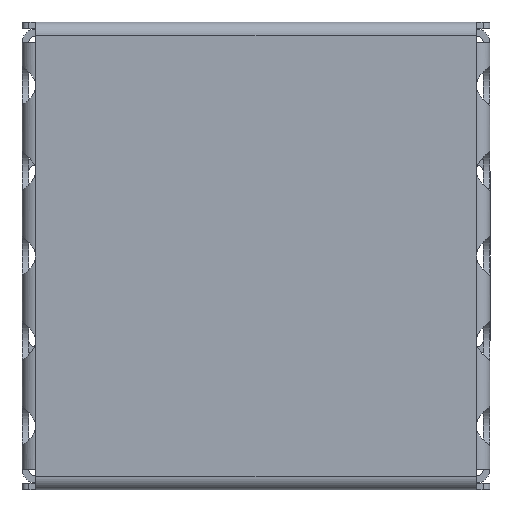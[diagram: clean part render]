
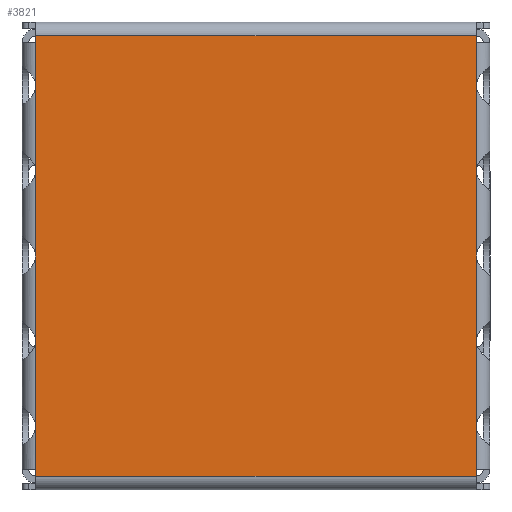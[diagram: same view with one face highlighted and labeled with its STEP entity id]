
A CAD part, front view. The second image highlights one B-rep face of the part: STEP entity #3821.
In plain terms, the highlighted planar face has unit normal (0, -1, 0).
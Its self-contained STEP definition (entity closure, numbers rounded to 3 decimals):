
#169=PLANE('',#4176);
#423=FACE_OUTER_BOUND('',#673,.T.);
#673=EDGE_LOOP('',(#3496,#3497,#3498,#3499,#3500,#3501,#3502,#3503,#3504,
#3505,#3506,#3507,#3508,#3509,#3510,#3511,#3512,#3513));
#714=LINE('',#6135,#1074);
#717=LINE('',#6142,#1077);
#718=LINE('',#6144,#1078);
#721=LINE('',#6148,#1081);
#723=LINE('',#6151,#1083);
#734=LINE('',#6174,#1094);
#737=LINE('',#6181,#1097);
#738=LINE('',#6183,#1098);
#741=LINE('',#6187,#1101);
#743=LINE('',#6190,#1103);
#963=LINE('',#6836,#1323);
#970=LINE('',#6851,#1330);
#1008=LINE('',#6960,#1368);
#1011=LINE('',#6966,#1371);
#1016=LINE('',#6979,#1376);
#1025=LINE('',#7004,#1385);
#1031=LINE('',#7016,#1391);
#1033=LINE('',#7020,#1393);
#1074=VECTOR('',#4281,20.);
#1077=VECTOR('',#4288,10.138);
#1078=VECTOR('',#4291,20.);
#1081=VECTOR('',#4296,20.);
#1083=VECTOR('',#4300,20.);
#1094=VECTOR('',#4327,20.);
#1097=VECTOR('',#4334,10.138);
#1098=VECTOR('',#4337,20.);
#1101=VECTOR('',#4342,20.);
#1103=VECTOR('',#4346,20.);
#1323=VECTOR('',#4984,10.137);
#1330=VECTOR('',#5005,10.137);
#1368=VECTOR('',#5163,1.688);
#1371=VECTOR('',#5168,1.688);
#1376=VECTOR('',#5183,103.65);
#1385=VECTOR('',#5214,103.65);
#1391=VECTOR('',#5230,1.688);
#1393=VECTOR('',#5236,1.688);
#1549=VERTEX_POINT('',#5317);
#1557=VERTEX_POINT('',#5406);
#1565=VERTEX_POINT('',#5495);
#1573=VERTEX_POINT('',#5584);
#1581=VERTEX_POINT('',#5673);
#1589=VERTEX_POINT('',#5762);
#1597=VERTEX_POINT('',#5851);
#1605=VERTEX_POINT('',#5940);
#1613=VERTEX_POINT('',#6029);
#1621=VERTEX_POINT('',#6118);
#1623=VERTEX_POINT('',#6140);
#1629=VERTEX_POINT('',#6179);
#1846=VERTEX_POINT('',#6832);
#1847=VERTEX_POINT('',#6847);
#1858=VERTEX_POINT('',#6959);
#1860=VERTEX_POINT('',#6965);
#1863=VERTEX_POINT('',#6978);
#1867=VERTEX_POINT('',#6990);
#1970=EDGE_CURVE('',#1581,#1573,#714,.T.);
#1974=EDGE_CURVE('',#1565,#1623,#717,.T.);
#1975=EDGE_CURVE('',#1573,#1565,#718,.T.);
#1978=EDGE_CURVE('',#1557,#1581,#721,.T.);
#1980=EDGE_CURVE('',#1549,#1557,#723,.T.);
#1993=EDGE_CURVE('',#1621,#1613,#734,.T.);
#1997=EDGE_CURVE('',#1605,#1629,#737,.T.);
#1998=EDGE_CURVE('',#1613,#1605,#738,.T.);
#2001=EDGE_CURVE('',#1597,#1621,#741,.T.);
#2003=EDGE_CURVE('',#1589,#1597,#743,.T.);
#2322=EDGE_CURVE('',#1846,#1549,#963,.T.);
#2330=EDGE_CURVE('',#1847,#1589,#970,.T.);
#2384=EDGE_CURVE('',#1858,#1847,#1008,.T.);
#2387=EDGE_CURVE('',#1860,#1846,#1011,.T.);
#2394=EDGE_CURVE('',#1863,#1858,#1016,.T.);
#2408=EDGE_CURVE('',#1867,#1860,#1025,.T.);
#2415=EDGE_CURVE('',#1629,#1867,#1031,.T.);
#2417=EDGE_CURVE('',#1623,#1863,#1033,.T.);
#3496=ORIENTED_EDGE('',*,*,#2384,.T.);
#3497=ORIENTED_EDGE('',*,*,#2330,.T.);
#3498=ORIENTED_EDGE('',*,*,#2003,.T.);
#3499=ORIENTED_EDGE('',*,*,#2001,.T.);
#3500=ORIENTED_EDGE('',*,*,#1993,.T.);
#3501=ORIENTED_EDGE('',*,*,#1998,.T.);
#3502=ORIENTED_EDGE('',*,*,#1997,.T.);
#3503=ORIENTED_EDGE('',*,*,#2415,.T.);
#3504=ORIENTED_EDGE('',*,*,#2408,.T.);
#3505=ORIENTED_EDGE('',*,*,#2387,.T.);
#3506=ORIENTED_EDGE('',*,*,#2322,.T.);
#3507=ORIENTED_EDGE('',*,*,#1980,.T.);
#3508=ORIENTED_EDGE('',*,*,#1978,.T.);
#3509=ORIENTED_EDGE('',*,*,#1970,.T.);
#3510=ORIENTED_EDGE('',*,*,#1975,.T.);
#3511=ORIENTED_EDGE('',*,*,#1974,.T.);
#3512=ORIENTED_EDGE('',*,*,#2417,.T.);
#3513=ORIENTED_EDGE('',*,*,#2394,.T.);
#3821=ADVANCED_FACE('',(#423),#169,.F.);
#4176=AXIS2_PLACEMENT_3D('',#7023,#5241,#5242);
#4281=DIRECTION('',(0.,0.,-1.));
#4288=DIRECTION('',(0.,0.,-1.));
#4291=DIRECTION('',(0.,0.,-1.));
#4296=DIRECTION('',(0.,0.,-1.));
#4300=DIRECTION('',(0.,0.,-1.));
#4327=DIRECTION('',(0.,0.,1.));
#4334=DIRECTION('',(0.,0.,1.));
#4337=DIRECTION('',(0.,0.,1.));
#4342=DIRECTION('',(0.,0.,1.));
#4346=DIRECTION('',(0.,0.,1.));
#4984=DIRECTION('',(0.,0.,-1.));
#5005=DIRECTION('',(0.,0.,1.));
#5163=DIRECTION('',(0.,0.,1.));
#5168=DIRECTION('',(0.,0.,-1.));
#5183=DIRECTION('',(1.,0.,0.));
#5214=DIRECTION('',(-1.,0.,0.));
#5230=DIRECTION('',(0.,0.,1.));
#5236=DIRECTION('',(0.,0.,-1.));
#5241=DIRECTION('center_axis',(0.,1.,0.));
#5242=DIRECTION('ref_axis',(0.,0.,1.));
#5317=CARTESIAN_POINT('',(-51.825,0.,40.));
#5406=CARTESIAN_POINT('',(-51.825,0.,20.));
#5495=CARTESIAN_POINT('',(-51.825,0.,-40.));
#5584=CARTESIAN_POINT('',(-51.825,0.,-20.));
#5673=CARTESIAN_POINT('',(-51.825,0.,0.));
#5762=CARTESIAN_POINT('',(51.825,0.,-40.));
#5851=CARTESIAN_POINT('',(51.825,0.,-20.));
#5940=CARTESIAN_POINT('',(51.825,0.,40.));
#6029=CARTESIAN_POINT('',(51.825,0.,20.));
#6118=CARTESIAN_POINT('',(51.825,0.,0.));
#6135=CARTESIAN_POINT('',(-51.825,0.,25.913));
#6140=CARTESIAN_POINT('',(-51.825,0.,-50.138));
#6142=CARTESIAN_POINT('',(-51.825,0.,25.913));
#6144=CARTESIAN_POINT('',(-51.825,0.,25.913));
#6148=CARTESIAN_POINT('',(-51.825,0.,25.913));
#6151=CARTESIAN_POINT('',(-51.825,0.,25.913));
#6174=CARTESIAN_POINT('',(51.825,0.,-25.913));
#6179=CARTESIAN_POINT('',(51.825,0.,50.137));
#6181=CARTESIAN_POINT('',(51.825,0.,-25.913));
#6183=CARTESIAN_POINT('',(51.825,0.,-25.913));
#6187=CARTESIAN_POINT('',(51.825,0.,-25.913));
#6190=CARTESIAN_POINT('',(51.825,0.,-25.913));
#6832=CARTESIAN_POINT('',(-51.825,0.,50.138));
#6836=CARTESIAN_POINT('',(-51.825,0.,25.913));
#6847=CARTESIAN_POINT('',(51.825,0.,-50.138));
#6851=CARTESIAN_POINT('',(51.825,0.,-25.913));
#6959=CARTESIAN_POINT('',(51.825,0.,-51.825));
#6960=CARTESIAN_POINT('',(51.825,0.,-25.913));
#6965=CARTESIAN_POINT('',(-51.825,0.,51.825));
#6966=CARTESIAN_POINT('',(-51.825,0.,25.913));
#6978=CARTESIAN_POINT('',(-51.825,0.,-51.825));
#6979=CARTESIAN_POINT('',(-27.5,0.,-51.825));
#6990=CARTESIAN_POINT('',(51.825,0.,51.825));
#7004=CARTESIAN_POINT('',(27.5,0.,51.825));
#7016=CARTESIAN_POINT('',(51.825,0.,-25.913));
#7020=CARTESIAN_POINT('',(-51.825,0.,25.913));
#7023=CARTESIAN_POINT('Origin',(0.,0.,0.));
